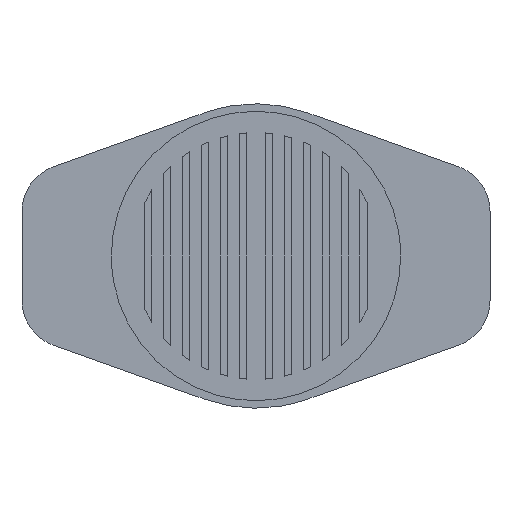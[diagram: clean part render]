
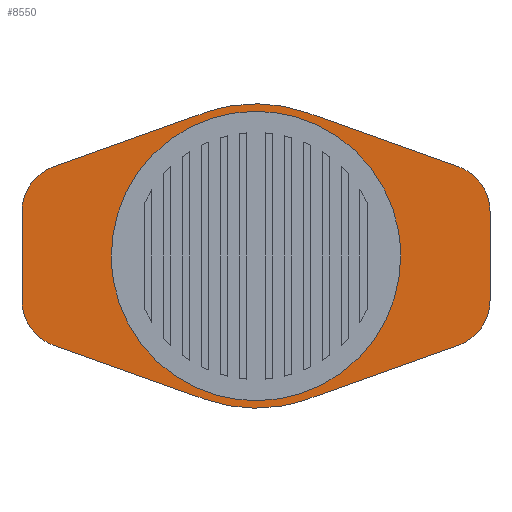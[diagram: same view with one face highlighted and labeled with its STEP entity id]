
A CAD part, front view. The second image highlights one B-rep face of the part: STEP entity #8550.
In plain terms, the highlighted free-form (B-spline) face has degree [1, 1] with [2, 2] control points.
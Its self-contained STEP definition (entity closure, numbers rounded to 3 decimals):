
#6874 = VERTEX_POINT('',#6875);
#6875 = CARTESIAN_POINT('',(-12.396,-1.907,
    0.));
#6880 = EDGE_CURVE('',#6874,#6881,#6883,.T.);
#6881 = VERTEX_POINT('',#6882);
#6882 = CARTESIAN_POINT('',(12.396,-1.907,
    0.));
#6883 = ( BOUNDED_CURVE() B_SPLINE_CURVE(2,(#6884,#6885,#6886,#6887,
#6888),.UNSPECIFIED.,.F.,.F.) B_SPLINE_CURVE_WITH_KNOTS((3,2,3),(
    -365.553,-344.347,-323.142),
.PIECEWISE_BEZIER_KNOTS.) CURVE() GEOMETRIC_REPRESENTATION_ITEM() 
RATIONAL_B_SPLINE_CURVE((1.,0.707,1.,0.707,1.)) 
REPRESENTATION_ITEM('') );
#6884 = CARTESIAN_POINT('',(-12.396,-1.907,
    0.));
#6885 = CARTESIAN_POINT('',(-12.396,-1.907,
    12.396));
#6886 = CARTESIAN_POINT('',(0.,-1.907,
    12.396));
#6887 = CARTESIAN_POINT('',(12.396,-1.907,
    12.396));
#6888 = CARTESIAN_POINT('',(12.396,-1.907,
    0.));
#6920 = VERTEX_POINT('',#6921);
#6921 = CARTESIAN_POINT('',(20.438,-1.907,
    -8.997));
#6926 = EDGE_CURVE('',#6927,#6920,#6929,.T.);
#6927 = VERTEX_POINT('',#6928);
#6928 = CARTESIAN_POINT('',(5.243,-1.907,
    -14.429));
#6929 = B_SPLINE_CURVE_WITH_KNOTS('',2,(#6930,#6931,#6932),
  .UNSPECIFIED.,.F.,.F.,(3,3),(0.,63.396),
  .PIECEWISE_BEZIER_KNOTS.);
#6930 = CARTESIAN_POINT('',(5.243,-1.907,
    -14.429));
#6931 = CARTESIAN_POINT('',(12.84,-1.907,
    -11.713));
#6932 = CARTESIAN_POINT('',(20.438,-1.907,
    -8.997));
#6956 = VERTEX_POINT('',#6957);
#6957 = CARTESIAN_POINT('',(23.6,-1.907,
    -4.508));
#6962 = EDGE_CURVE('',#6920,#6956,#6963,.T.);
#6963 = ( BOUNDED_CURVE() B_SPLINE_CURVE(2,(#6964,#6965,#6966),
.UNSPECIFIED.,.F.,.F.) B_SPLINE_CURVE_WITH_KNOTS((3,3),(63.396,
69.533),.PIECEWISE_BEZIER_KNOTS.) CURVE() 
GEOMETRIC_REPRESENTATION_ITEM() RATIONAL_B_SPLINE_CURVE((1.,
0.818,1.)) REPRESENTATION_ITEM('') );
#6964 = CARTESIAN_POINT('',(20.438,-1.907,
    -8.997));
#6965 = CARTESIAN_POINT('',(23.6,-1.907,
    -7.867));
#6966 = CARTESIAN_POINT('',(23.6,-1.907,
    -4.508));
#6988 = VERTEX_POINT('',#6989);
#6989 = CARTESIAN_POINT('',(23.6,-1.907,
    4.508));
#6994 = EDGE_CURVE('',#6956,#6988,#6995,.T.);
#6995 = B_SPLINE_CURVE_WITH_KNOTS('',2,(#6996,#6997,#6998),
  .UNSPECIFIED.,.F.,.F.,(3,3),(69.533,78.988),
  .PIECEWISE_BEZIER_KNOTS.);
#6996 = CARTESIAN_POINT('',(23.6,-1.907,
    -4.508));
#6997 = CARTESIAN_POINT('',(23.6,-1.907,
    0.));
#6998 = CARTESIAN_POINT('',(23.6,-1.907,
    4.508));
#7018 = VERTEX_POINT('',#7019);
#7019 = CARTESIAN_POINT('',(20.438,-1.907,
    8.997));
#7024 = EDGE_CURVE('',#6988,#7018,#7025,.T.);
#7025 = ( BOUNDED_CURVE() B_SPLINE_CURVE(2,(#7026,#7027,#7028),
.UNSPECIFIED.,.F.,.F.) B_SPLINE_CURVE_WITH_KNOTS((3,3),(78.988,
85.125),.PIECEWISE_BEZIER_KNOTS.) CURVE() 
GEOMETRIC_REPRESENTATION_ITEM() RATIONAL_B_SPLINE_CURVE((1.,
0.818,1.)) REPRESENTATION_ITEM('') );
#7026 = CARTESIAN_POINT('',(23.6,-1.907,
    4.508));
#7027 = CARTESIAN_POINT('',(23.6,-1.907,
    7.867));
#7028 = CARTESIAN_POINT('',(20.438,-1.907,
    8.997));
#7050 = VERTEX_POINT('',#7051);
#7051 = CARTESIAN_POINT('',(5.243,-1.907,
    14.429));
#7056 = EDGE_CURVE('',#7018,#7050,#7057,.T.);
#7057 = B_SPLINE_CURVE_WITH_KNOTS('',2,(#7058,#7059,#7060),
  .UNSPECIFIED.,.F.,.F.,(3,3),(85.125,148.521),
  .PIECEWISE_BEZIER_KNOTS.);
#7058 = CARTESIAN_POINT('',(20.438,-1.907,
    8.997));
#7059 = CARTESIAN_POINT('',(12.84,-1.907,
    11.713));
#7060 = CARTESIAN_POINT('',(5.243,-1.907,
    14.429));
#7080 = VERTEX_POINT('',#7081);
#7081 = CARTESIAN_POINT('',(-5.243,-1.907,
    14.429));
#7086 = EDGE_CURVE('',#7050,#7080,#7087,.T.);
#7087 = ( BOUNDED_CURVE() B_SPLINE_CURVE(2,(#7088,#7089,#7090),
.UNSPECIFIED.,.F.,.F.) B_SPLINE_CURVE_WITH_KNOTS((3,3),(148.521,
159.743),.PIECEWISE_BEZIER_KNOTS.) CURVE() 
GEOMETRIC_REPRESENTATION_ITEM() RATIONAL_B_SPLINE_CURVE((1.,
0.94,1.)) REPRESENTATION_ITEM('') );
#7088 = CARTESIAN_POINT('',(5.243,-1.907,
    14.429));
#7089 = CARTESIAN_POINT('',(0.,-1.907,
    16.334));
#7090 = CARTESIAN_POINT('',(-5.243,-1.907,
    14.429));
#7112 = VERTEX_POINT('',#7113);
#7113 = CARTESIAN_POINT('',(-20.438,-1.907,
    8.997));
#7118 = EDGE_CURVE('',#7080,#7112,#7119,.T.);
#7119 = B_SPLINE_CURVE_WITH_KNOTS('',2,(#7120,#7121,#7122),
  .UNSPECIFIED.,.F.,.F.,(3,3),(159.743,223.138),
  .PIECEWISE_BEZIER_KNOTS.);
#7120 = CARTESIAN_POINT('',(-5.243,-1.907,
    14.429));
#7121 = CARTESIAN_POINT('',(-12.84,-1.907,
    11.713));
#7122 = CARTESIAN_POINT('',(-20.438,-1.907,
    8.997));
#7142 = VERTEX_POINT('',#7143);
#7143 = CARTESIAN_POINT('',(-23.6,-1.907,
    4.508));
#7148 = EDGE_CURVE('',#7112,#7142,#7149,.T.);
#7149 = ( BOUNDED_CURVE() B_SPLINE_CURVE(2,(#7150,#7151,#7152),
.UNSPECIFIED.,.F.,.F.) B_SPLINE_CURVE_WITH_KNOTS((3,3),(223.138,
229.276),.PIECEWISE_BEZIER_KNOTS.) CURVE() 
GEOMETRIC_REPRESENTATION_ITEM() RATIONAL_B_SPLINE_CURVE((1.,
0.818,1.)) REPRESENTATION_ITEM('') );
#7150 = CARTESIAN_POINT('',(-20.438,-1.907,
    8.997));
#7151 = CARTESIAN_POINT('',(-23.6,-1.907,
    7.867));
#7152 = CARTESIAN_POINT('',(-23.6,-1.907,
    4.508));
#7174 = VERTEX_POINT('',#7175);
#7175 = CARTESIAN_POINT('',(-23.6,-1.907,
    -4.508));
#7180 = EDGE_CURVE('',#7142,#7174,#7181,.T.);
#7181 = B_SPLINE_CURVE_WITH_KNOTS('',2,(#7182,#7183,#7184),
  .UNSPECIFIED.,.F.,.F.,(3,3),(229.276,238.731),
  .PIECEWISE_BEZIER_KNOTS.);
#7182 = CARTESIAN_POINT('',(-23.6,-1.907,
    4.508));
#7183 = CARTESIAN_POINT('',(-23.6,-1.907,
    0.));
#7184 = CARTESIAN_POINT('',(-23.6,-1.907,
    -4.508));
#7204 = VERTEX_POINT('',#7205);
#7205 = CARTESIAN_POINT('',(-20.438,-1.907,
    -8.997));
#7210 = EDGE_CURVE('',#7174,#7204,#7211,.T.);
#7211 = ( BOUNDED_CURVE() B_SPLINE_CURVE(2,(#7212,#7213,#7214),
.UNSPECIFIED.,.F.,.F.) B_SPLINE_CURVE_WITH_KNOTS((3,3),(238.731,
244.868),.PIECEWISE_BEZIER_KNOTS.) CURVE() 
GEOMETRIC_REPRESENTATION_ITEM() RATIONAL_B_SPLINE_CURVE((1.,
0.818,1.)) REPRESENTATION_ITEM('') );
#7212 = CARTESIAN_POINT('',(-23.6,-1.907,
    -4.508));
#7213 = CARTESIAN_POINT('',(-23.6,-1.907,
    -7.867));
#7214 = CARTESIAN_POINT('',(-20.438,-1.907,
    -8.997));
#7236 = VERTEX_POINT('',#7237);
#7237 = CARTESIAN_POINT('',(-5.243,-1.907,
    -14.429));
#7242 = EDGE_CURVE('',#7204,#7236,#7243,.T.);
#7243 = B_SPLINE_CURVE_WITH_KNOTS('',2,(#7244,#7245,#7246),
  .UNSPECIFIED.,.F.,.F.,(3,3),(244.868,308.264),
  .PIECEWISE_BEZIER_KNOTS.);
#7244 = CARTESIAN_POINT('',(-20.438,-1.907,
    -8.997));
#7245 = CARTESIAN_POINT('',(-12.84,-1.907,
    -11.713));
#7246 = CARTESIAN_POINT('',(-5.243,-1.907,
    -14.429));
#7264 = EDGE_CURVE('',#7236,#6927,#7265,.T.);
#7265 = ( BOUNDED_CURVE() B_SPLINE_CURVE(2,(#7266,#7267,#7268),
.UNSPECIFIED.,.F.,.F.) B_SPLINE_CURVE_WITH_KNOTS((3,3),(308.264,
320.),.PIECEWISE_BEZIER_KNOTS.) CURVE() 
GEOMETRIC_REPRESENTATION_ITEM() RATIONAL_B_SPLINE_CURVE((1.,
0.94,1.)) REPRESENTATION_ITEM('') );
#7266 = CARTESIAN_POINT('',(-5.243,-1.907,
    -14.429));
#7267 = CARTESIAN_POINT('',(0.,-1.907,
    -16.334));
#7268 = CARTESIAN_POINT('',(5.243,-1.907,
    -14.429));
#8550 = ADVANCED_FACE('',(#8551,#8565),#8576,.T.);
#8551 = FACE_BOUND('',#8552,.T.);
#8552 = EDGE_LOOP('',(#8553,#8554,#8555,#8556,#8557,#8558,#8559,#8560,
    #8561,#8562,#8563,#8564));
#8553 = ORIENTED_EDGE('',*,*,#6926,.T.);
#8554 = ORIENTED_EDGE('',*,*,#6962,.T.);
#8555 = ORIENTED_EDGE('',*,*,#6994,.T.);
#8556 = ORIENTED_EDGE('',*,*,#7024,.T.);
#8557 = ORIENTED_EDGE('',*,*,#7056,.T.);
#8558 = ORIENTED_EDGE('',*,*,#7086,.T.);
#8559 = ORIENTED_EDGE('',*,*,#7118,.T.);
#8560 = ORIENTED_EDGE('',*,*,#7148,.T.);
#8561 = ORIENTED_EDGE('',*,*,#7180,.T.);
#8562 = ORIENTED_EDGE('',*,*,#7210,.T.);
#8563 = ORIENTED_EDGE('',*,*,#7242,.T.);
#8564 = ORIENTED_EDGE('',*,*,#7264,.T.);
#8565 = FACE_BOUND('',#8566,.T.);
#8566 = EDGE_LOOP('',(#8567,#8568));
#8567 = ORIENTED_EDGE('',*,*,#6880,.T.);
#8568 = ORIENTED_EDGE('',*,*,#8569,.T.);
#8569 = EDGE_CURVE('',#6881,#6874,#8570,.T.);
#8570 = ( BOUNDED_CURVE() B_SPLINE_CURVE(2,(#8571,#8572,#8573,#8574,
#8575),.UNSPECIFIED.,.F.,.F.) B_SPLINE_CURVE_WITH_KNOTS((3,2,3),(
    -323.142,-301.936,-280.73),
.PIECEWISE_BEZIER_KNOTS.) CURVE() GEOMETRIC_REPRESENTATION_ITEM() 
RATIONAL_B_SPLINE_CURVE((1.,0.707,1.,0.707,1.)) 
REPRESENTATION_ITEM('') );
#8571 = CARTESIAN_POINT('',(12.396,-1.907,
    0.));
#8572 = CARTESIAN_POINT('',(12.396,-1.907,
    -12.396));
#8573 = CARTESIAN_POINT('',(0.,-1.907,
    -12.396));
#8574 = CARTESIAN_POINT('',(-12.396,-1.907,
    -12.396));
#8575 = CARTESIAN_POINT('',(-12.396,-1.907,
    0.));
#8576 = B_SPLINE_SURFACE_WITH_KNOTS('',1,1,(
    (#8577,#8578)
    ,(#8579,#8580
    )),.UNSPECIFIED.,.F.,.F.,.F.,(2,2),(2,2),(2.19,
    36.45),(-54.45,-4.95),
  .PIECEWISE_BEZIER_KNOTS.);
#8577 = CARTESIAN_POINT('',(-23.6,-1.907,
    16.334));
#8578 = CARTESIAN_POINT('',(23.6,-1.907,
    16.334));
#8579 = CARTESIAN_POINT('',(-23.6,-1.907,
    -16.334));
#8580 = CARTESIAN_POINT('',(23.6,-1.907,
    -16.334));
